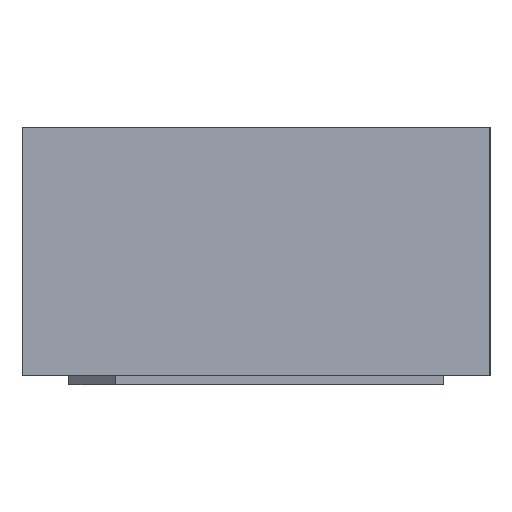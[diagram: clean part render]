
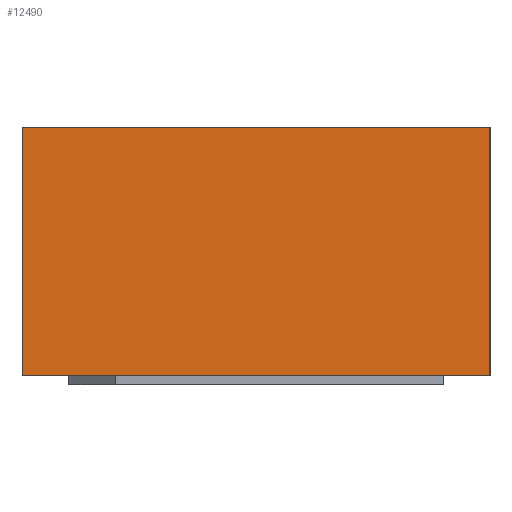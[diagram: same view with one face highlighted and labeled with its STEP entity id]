
A CAD part, left-side view. The second image highlights one B-rep face of the part: STEP entity #12490.
In plain terms, the highlighted planar face has unit normal (-1, 0, 0).
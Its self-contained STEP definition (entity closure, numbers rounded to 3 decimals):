
#447 = CARTESIAN_POINT ( 'NONE',  ( -0.8, 0.5, 0.53 ) ) ;
#575 = CARTESIAN_POINT ( 'NONE',  ( -0.8, -0.5, 0.53 ) ) ;
#868 = EDGE_CURVE ( 'NONE', #5772, #12739, #7760, .T. ) ;
#1387 = FACE_OUTER_BOUND ( 'NONE', #3725, .T. ) ;
#1394 = DIRECTION ( 'NONE',  ( 0., 0., -1. ) ) ;
#1937 = CARTESIAN_POINT ( 'NONE',  ( -0.8, -0.5, 0. ) ) ;
#2082 = EDGE_CURVE ( 'NONE', #5772, #7086, #9163, .T. ) ;
#2676 = DIRECTION ( 'NONE',  ( 0., 0., -1. ) ) ;
#2755 = VERTEX_POINT ( 'NONE', #9489 ) ;
#3091 = VECTOR ( 'NONE', #3158, 1000. ) ;
#3158 = DIRECTION ( 'NONE',  ( 0., -1., 0. ) ) ;
#3325 = VECTOR ( 'NONE', #1394, 1000. ) ;
#3513 = ORIENTED_EDGE ( 'NONE', *, *, #9470, .T. ) ;
#3533 = DIRECTION ( 'NONE',  ( 1., 0., 0. ) ) ;
#3689 = CARTESIAN_POINT ( 'NONE',  ( -0.8, -0.5, 0.53 ) ) ;
#3725 = EDGE_LOOP ( 'NONE', ( #3513, #6246, #10104, #7803 ) ) ;
#4023 = LINE ( 'NONE', #575, #8735 ) ;
#5569 = EDGE_CURVE ( 'NONE', #7086, #2755, #4023, .T. ) ;
#5772 = VERTEX_POINT ( 'NONE', #447 ) ;
#6246 = ORIENTED_EDGE ( 'NONE', *, *, #5569, .F. ) ;
#7086 = VERTEX_POINT ( 'NONE', #10559 ) ;
#7760 = LINE ( 'NONE', #9079, #3325 ) ;
#7803 = ORIENTED_EDGE ( 'NONE', *, *, #868, .T. ) ;
#8262 = CARTESIAN_POINT ( 'NONE',  ( -0.8, -0.5, 0.53 ) ) ;
#8735 = VECTOR ( 'NONE', #13888, 1000. ) ;
#9079 = CARTESIAN_POINT ( 'NONE',  ( -0.8, 0.5, 0.53 ) ) ;
#9163 = LINE ( 'NONE', #3689, #10013 ) ;
#9198 = CARTESIAN_POINT ( 'NONE',  ( -0.8, 0.5, 0. ) ) ;
#9286 = PLANE ( 'NONE',  #9721 ) ;
#9470 = EDGE_CURVE ( 'NONE', #12739, #2755, #10851, .T. ) ;
#9489 = CARTESIAN_POINT ( 'NONE',  ( -0.8, -0.5, 0. ) ) ;
#9721 = AXIS2_PLACEMENT_3D ( 'NONE', #8262, #3533, #2676 ) ;
#10013 = VECTOR ( 'NONE', #10153, 1000. ) ;
#10104 = ORIENTED_EDGE ( 'NONE', *, *, #2082, .F. ) ;
#10153 = DIRECTION ( 'NONE',  ( 0., -1., 0. ) ) ;
#10559 = CARTESIAN_POINT ( 'NONE',  ( -0.8, -0.5, 0.53 ) ) ;
#10851 = LINE ( 'NONE', #1937, #3091 ) ;
#12490 = ADVANCED_FACE ( 'NONE', ( #1387 ), #9286, .F. ) ;
#12739 = VERTEX_POINT ( 'NONE', #9198 ) ;
#13888 = DIRECTION ( 'NONE',  ( 0., 0., -1. ) ) ;
